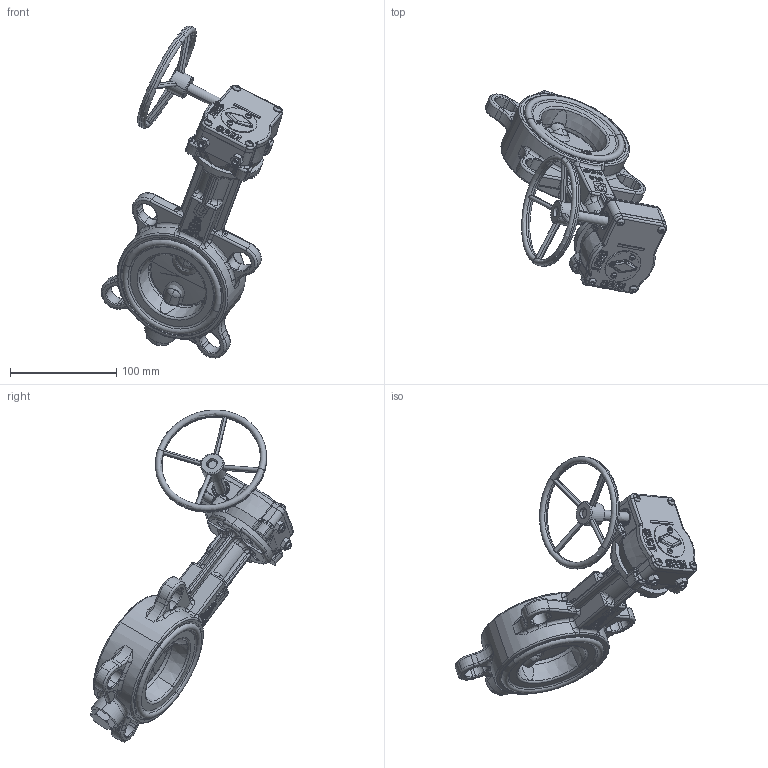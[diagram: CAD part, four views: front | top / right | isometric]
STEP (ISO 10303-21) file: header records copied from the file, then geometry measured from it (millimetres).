
FILE_DESCRIPTION (( 'STEP AP203' ), '1' );
FILE_NAME ('AK01_DN65_Getriebe.STEP', '2022-10-06T09:32:19', ( '' ), ( '' ), 'SwSTEP 2.0', 'SolidWorks 2021', '' );
FILE_SCHEMA (( 'CONFIG_CONTROL_DESIGN' ));
Length unit declared in the file: metre
Products named in the file (5): AK01_DN065_OH; AK01_DN32-100_Getriebe mit Handrad; AK01_DN32-100_Getriebe; AK01_DN65_Getriebe; AK01_DN32-100_Getriebe - Handrad
Assembly tree (4 placements, depth 3):
  AK01_DN65_Getriebe
    AK01_DN32-100_Getriebe mit Handrad
      AK01_DN32-100_Getriebe
      AK01_DN32-100_Getriebe - Handrad
    AK01_DN065_OH
Bounding box: 171.06 x 190.71 x 312.52 mm (x, y, z)
Volume: 661823.7 mm3; surface area: 142805.6 mm2
Topology: 4 solids, 30 shells, 2652 faces, 6661 edges, 4096 vertices
Faces by surface type: plane 763, bspline 611, cylinder 541, torus 368, cone 277, sphere 92
Entity records: 126807 total; most frequent: CARTESIAN_POINT 68131, ORIENTED_EDGE 13174, DIRECTION 10703, EDGE_CURVE 6587, AXIS2_PLACEMENT_3D 4138, VERTEX_POINT 4096, EDGE_LOOP 2809, ADVANCED_FACE 2652
